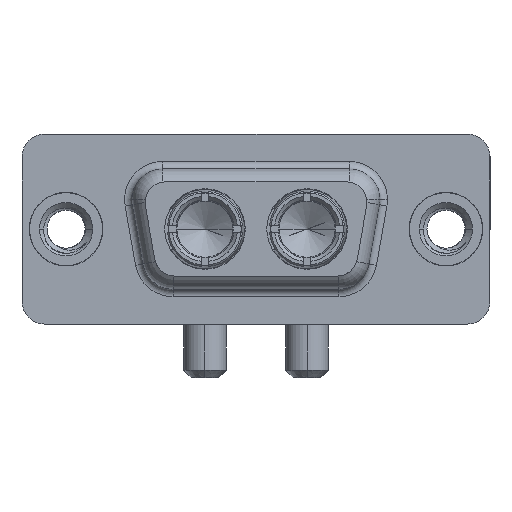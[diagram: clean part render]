
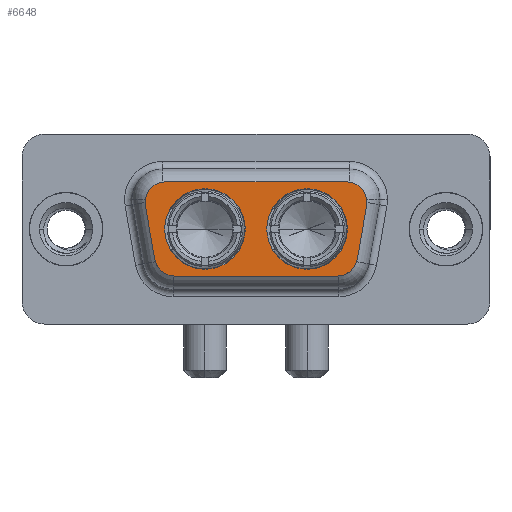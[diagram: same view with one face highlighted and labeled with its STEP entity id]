
A CAD part, top view. The second image highlights one B-rep face of the part: STEP entity #6648.
In plain terms, the highlighted planar face has unit normal (0, 0, 1).
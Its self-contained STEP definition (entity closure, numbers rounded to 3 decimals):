
#158 = CARTESIAN_POINT ( 'NONE',  ( 15.86, 0., 6.2 ) ) ;
#328 = EDGE_CURVE ( 'NONE', #9383, #1272, #4140, .T. ) ;
#521 = EDGE_CURVE ( 'NONE', #4312, #9383, #2714, .T. ) ;
#590 = CARTESIAN_POINT ( 'NONE',  ( 7.167, -1.75, 6.2 ) ) ;
#620 = EDGE_CURVE ( 'NONE', #11410, #10965, #10260, .T. ) ;
#625 = CARTESIAN_POINT ( 'NONE',  ( 5.838, -1.984, 6.2 ) ) ;
#635 = ORIENTED_EDGE ( 'NONE', *, *, #10796, .F. ) ;
#638 = CARTESIAN_POINT ( 'NONE',  ( 6.55, 1.75, 6.2 ) ) ;
#747 = CARTESIAN_POINT ( 'NONE',  ( 9.14, 0., 6.2 ) ) ;
#892 = ORIENTED_EDGE ( 'NONE', *, *, #10039, .F. ) ;
#985 = DIRECTION ( 'NONE',  ( 1., 0., 0. ) ) ;
#1144 = EDGE_CURVE ( 'NONE', #11327, #3000, #9164, .T. ) ;
#1272 = VERTEX_POINT ( 'NONE', #4048 ) ;
#1295 = LINE ( 'NONE', #11613, #10627 ) ;
#1298 = CARTESIAN_POINT ( 'NONE',  ( 19.779, 1.516, 6.2 ) ) ;
#1319 = ORIENTED_EDGE ( 'NONE', *, *, #1144, .F. ) ;
#1462 = AXIS2_PLACEMENT_3D ( 'NONE', #747, #1904, #985 ) ;
#1837 = CARTESIAN_POINT ( 'NONE',  ( 6.55, 3.1, 6.2 ) ) ;
#1894 = DIRECTION ( 'NONE',  ( -1., 0., 0. ) ) ;
#1899 = AXIS2_PLACEMENT_3D ( 'NONE', #7732, #3986, #5943 ) ;
#1904 = DIRECTION ( 'NONE',  ( 0., 0., 1. ) ) ;
#2100 = ORIENTED_EDGE ( 'NONE', *, *, #4903, .T. ) ;
#2156 = FACE_BOUND ( 'NONE', #4371, .T. ) ;
#2478 = DIRECTION ( 'NONE',  ( 0., 0., 1. ) ) ;
#2508 = ORIENTED_EDGE ( 'NONE', *, *, #4970, .F. ) ;
#2714 = CIRCLE ( 'NONE', #4288, 1.35 ) ;
#2890 = CARTESIAN_POINT ( 'NONE',  ( 17.833, -1.75, 6.2 ) ) ;
#3000 = VERTEX_POINT ( 'NONE', #5961 ) ;
#3033 = CIRCLE ( 'NONE', #1462, 2.65 ) ;
#3100 = EDGE_CURVE ( 'NONE', #10965, #5726, #4883, .T. ) ;
#3574 = DIRECTION ( 'NONE',  ( 0., 0., 1. ) ) ;
#3758 = DIRECTION ( 'NONE',  ( -1., 0., 0. ) ) ;
#3850 = CARTESIAN_POINT ( 'NONE',  ( 6.49, 0., 6.2 ) ) ;
#3939 = DIRECTION ( 'NONE',  ( 1., 0., 0. ) ) ;
#3942 = CIRCLE ( 'NONE', #5901, 2.65 ) ;
#3986 = DIRECTION ( 'NONE',  ( 0., 0., 1. ) ) ;
#4007 = EDGE_LOOP ( 'NONE', ( #8160, #8624, #11399, #9868, #8933, #6150, #10481, #2100, #5762 ) ) ;
#4048 = CARTESIAN_POINT ( 'NONE',  ( 19.779, 1.516, 6.2 ) ) ;
#4111 = CARTESIAN_POINT ( 'NONE',  ( 19.162, -1.984, 6.2 ) ) ;
#4140 = LINE ( 'NONE', #1298, #7634 ) ;
#4162 = CARTESIAN_POINT ( 'NONE',  ( 6.55, 3.1, 6.2 ) ) ;
#4201 = DIRECTION ( 'NONE',  ( 1., 0., 0. ) ) ;
#4288 = AXIS2_PLACEMENT_3D ( 'NONE', #2890, #10434, #1894 ) ;
#4312 = VERTEX_POINT ( 'NONE', #7664 ) ;
#4371 = EDGE_LOOP ( 'NONE', ( #2508, #635 ) ) ;
#4461 = DIRECTION ( 'NONE',  ( -1., 0., 0. ) ) ;
#4501 = AXIS2_PLACEMENT_3D ( 'NONE', #5779, #9522, #3939 ) ;
#4682 = EDGE_CURVE ( 'NONE', #1272, #11410, #8834, .T. ) ;
#4883 = CIRCLE ( 'NONE', #4501, 1.35 ) ;
#4903 = EDGE_CURVE ( 'NONE', #5726, #7098, #11389, .T. ) ;
#4923 = AXIS2_PLACEMENT_3D ( 'NONE', #7699, #8495, #9534 ) ;
#4970 = EDGE_CURVE ( 'NONE', #8143, #6165, #3942, .T. ) ;
#4998 = CIRCLE ( 'NONE', #11847, 2.65 ) ;
#5304 = VECTOR ( 'NONE', #3758, 1000. ) ;
#5330 = DIRECTION ( 'NONE',  ( -1., 0., 0. ) ) ;
#5447 = CARTESIAN_POINT ( 'NONE',  ( 18.45, 1.75, 6.2 ) ) ;
#5477 = DIRECTION ( 'NONE',  ( 1., 0., 0. ) ) ;
#5624 = VERTEX_POINT ( 'NONE', #625 ) ;
#5726 = VERTEX_POINT ( 'NONE', #8657 ) ;
#5762 = ORIENTED_EDGE ( 'NONE', *, *, #11655, .T. ) ;
#5779 = CARTESIAN_POINT ( 'NONE',  ( 6.55, 1.75, 6.2 ) ) ;
#5800 = VECTOR ( 'NONE', #8935, 1000. ) ;
#5901 = AXIS2_PLACEMENT_3D ( 'NONE', #7273, #7455, #11190 ) ;
#5943 = DIRECTION ( 'NONE',  ( 1., 0., 0. ) ) ;
#5961 = CARTESIAN_POINT ( 'NONE',  ( 11.79, 0., 6.2 ) ) ;
#6102 = AXIS2_PLACEMENT_3D ( 'NONE', #638, #2478, #6226 ) ;
#6150 = ORIENTED_EDGE ( 'NONE', *, *, #620, .T. ) ;
#6165 = VERTEX_POINT ( 'NONE', #10485 ) ;
#6226 = DIRECTION ( 'NONE',  ( 1., 0., 0. ) ) ;
#6648 = ADVANCED_FACE ( 'NONE', ( #2156, #8674, #8614 ), #9656, .F. ) ;
#6934 = VERTEX_POINT ( 'NONE', #11059 ) ;
#7098 = VERTEX_POINT ( 'NONE', #7928 ) ;
#7273 = CARTESIAN_POINT ( 'NONE',  ( 15.86, 0., 6.2 ) ) ;
#7277 = LINE ( 'NONE', #11017, #5800 ) ;
#7455 = DIRECTION ( 'NONE',  ( 0., 0., 1. ) ) ;
#7634 = VECTOR ( 'NONE', #8800, 1000. ) ;
#7664 = CARTESIAN_POINT ( 'NONE',  ( 17.833, -3.1, 6.2 ) ) ;
#7699 = CARTESIAN_POINT ( 'NONE',  ( 7.167, -1.75, 6.2 ) ) ;
#7732 = CARTESIAN_POINT ( 'NONE',  ( 9.14, 0., 6.2 ) ) ;
#7864 = EDGE_CURVE ( 'NONE', #6934, #4312, #1295, .T. ) ;
#7928 = CARTESIAN_POINT ( 'NONE',  ( 5.221, 1.516, 6.2 ) ) ;
#8143 = VERTEX_POINT ( 'NONE', #9403 ) ;
#8160 = ORIENTED_EDGE ( 'NONE', *, *, #11083, .T. ) ;
#8495 = DIRECTION ( 'NONE',  ( 0., 0., -1. ) ) ;
#8614 = FACE_OUTER_BOUND ( 'NONE', #4007, .T. ) ;
#8624 = ORIENTED_EDGE ( 'NONE', *, *, #7864, .T. ) ;
#8657 = CARTESIAN_POINT ( 'NONE',  ( 5.2, 1.75, 6.2 ) ) ;
#8674 = FACE_BOUND ( 'NONE', #12011, .T. ) ;
#8800 = DIRECTION ( 'NONE',  ( 0.174, 0.985, 0. ) ) ;
#8834 = CIRCLE ( 'NONE', #11973, 1.35 ) ;
#8933 = ORIENTED_EDGE ( 'NONE', *, *, #4682, .T. ) ;
#8935 = DIRECTION ( 'NONE',  ( 0.174, -0.985, 0. ) ) ;
#9164 = CIRCLE ( 'NONE', #1899, 2.65 ) ;
#9383 = VERTEX_POINT ( 'NONE', #4111 ) ;
#9403 = CARTESIAN_POINT ( 'NONE',  ( 18.51, 0., 6.2 ) ) ;
#9522 = DIRECTION ( 'NONE',  ( 0., 0., 1. ) ) ;
#9534 = DIRECTION ( 'NONE',  ( -1., 0., 0. ) ) ;
#9656 = PLANE ( 'NONE',  #4923 ) ;
#9868 = ORIENTED_EDGE ( 'NONE', *, *, #328, .T. ) ;
#10039 = EDGE_CURVE ( 'NONE', #3000, #11327, #3033, .T. ) ;
#10260 = LINE ( 'NONE', #1837, #5304 ) ;
#10434 = DIRECTION ( 'NONE',  ( 0., 0., 1. ) ) ;
#10481 = ORIENTED_EDGE ( 'NONE', *, *, #3100, .T. ) ;
#10485 = CARTESIAN_POINT ( 'NONE',  ( 13.21, 0., 6.2 ) ) ;
#10627 = VECTOR ( 'NONE', #4201, 1000. ) ;
#10796 = EDGE_CURVE ( 'NONE', #6165, #8143, #4998, .T. ) ;
#10965 = VERTEX_POINT ( 'NONE', #4162 ) ;
#11017 = CARTESIAN_POINT ( 'NONE',  ( 5.838, -1.984, 6.2 ) ) ;
#11059 = CARTESIAN_POINT ( 'NONE',  ( 7.167, -3.1, 6.2 ) ) ;
#11083 = EDGE_CURVE ( 'NONE', #5624, #6934, #11856, .T. ) ;
#11190 = DIRECTION ( 'NONE',  ( 1., 0., 0. ) ) ;
#11206 = DIRECTION ( 'NONE',  ( 0., 0., 1. ) ) ;
#11327 = VERTEX_POINT ( 'NONE', #3850 ) ;
#11389 = CIRCLE ( 'NONE', #6102, 1.35 ) ;
#11399 = ORIENTED_EDGE ( 'NONE', *, *, #521, .T. ) ;
#11410 = VERTEX_POINT ( 'NONE', #11502 ) ;
#11502 = CARTESIAN_POINT ( 'NONE',  ( 18.45, 3.1, 6.2 ) ) ;
#11613 = CARTESIAN_POINT ( 'NONE',  ( 17.833, -3.1, 6.2 ) ) ;
#11655 = EDGE_CURVE ( 'NONE', #7098, #5624, #7277, .T. ) ;
#11757 = DIRECTION ( 'NONE',  ( 0., 0., 1. ) ) ;
#11847 = AXIS2_PLACEMENT_3D ( 'NONE', #158, #3574, #5477 ) ;
#11856 = CIRCLE ( 'NONE', #12058, 1.35 ) ;
#11973 = AXIS2_PLACEMENT_3D ( 'NONE', #5447, #11206, #4461 ) ;
#12011 = EDGE_LOOP ( 'NONE', ( #892, #1319 ) ) ;
#12058 = AXIS2_PLACEMENT_3D ( 'NONE', #590, #11757, #5330 ) ;
